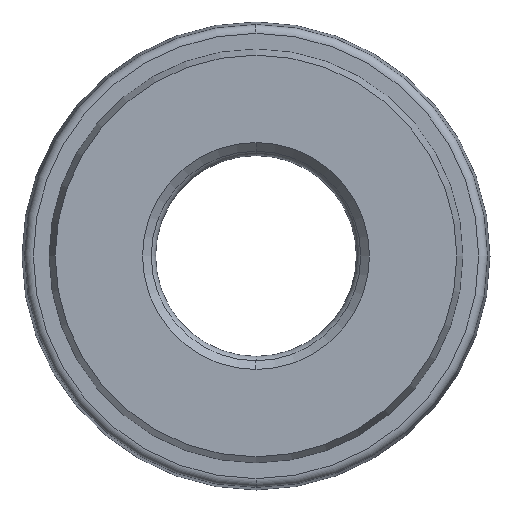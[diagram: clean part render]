
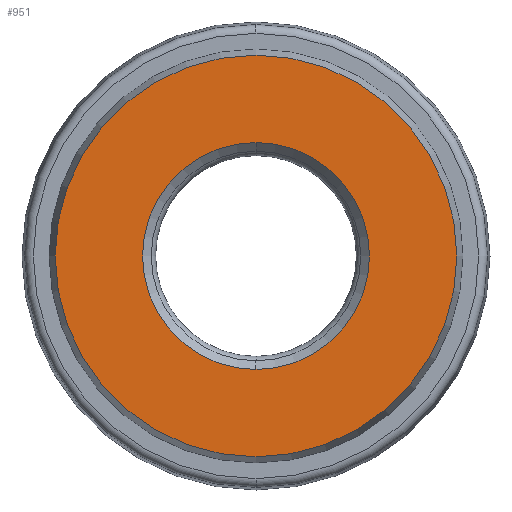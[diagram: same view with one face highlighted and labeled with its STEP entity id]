
A CAD part, left-side view. The second image highlights one B-rep face of the part: STEP entity #951.
In plain terms, the highlighted planar face has unit normal (-1, 0, 0).
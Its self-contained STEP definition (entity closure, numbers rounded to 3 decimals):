
#71 = AXIS2_PLACEMENT_3D ( 'NONE', #470, #479, #486 ) ;
#87 = AXIS2_PLACEMENT_3D ( 'NONE', #844, #859, #855 ) ;
#103 = AXIS2_PLACEMENT_3D ( 'NONE', #475, #477, #483 ) ;
#104 = AXIS2_PLACEMENT_3D ( 'NONE', #841, #880, #852 ) ;
#125 = AXIS2_PLACEMENT_3D ( 'NONE', #464, #472, #466 ) ;
#179 = CARTESIAN_POINT ( 'NONE',  ( 0., 0., 11.5 ) ) ;
#464 = CARTESIAN_POINT ( 'NONE',  ( 0., 0., 0. ) ) ;
#466 = DIRECTION ( 'NONE',  ( 0., 0., 1. ) ) ;
#470 = CARTESIAN_POINT ( 'NONE',  ( 0., 0., 0. ) ) ;
#472 = DIRECTION ( 'NONE',  ( -1., 0., 0. ) ) ;
#475 = CARTESIAN_POINT ( 'NONE',  ( 0., 0., 0. ) ) ;
#477 = DIRECTION ( 'NONE',  ( -1., 0., 0. ) ) ;
#479 = DIRECTION ( 'NONE',  ( 1., 0., 0. ) ) ;
#483 = DIRECTION ( 'NONE',  ( 0., 0., 1. ) ) ;
#486 = DIRECTION ( 'NONE',  ( 0., 0., -1. ) ) ;
#506 = CIRCLE ( 'NONE', #71, 6.5 ) ;
#557 = CIRCLE ( 'NONE', #104, 6.5 ) ;
#562 = FACE_BOUND ( 'NONE', #692, .T. ) ;
#566 = CIRCLE ( 'NONE', #125, 11.5 ) ;
#569 = FACE_OUTER_BOUND ( 'NONE', #650, .T. ) ;
#590 = CIRCLE ( 'NONE', #103, 11.5 ) ;
#647 = VERTEX_POINT ( 'NONE', #179 ) ;
#650 = EDGE_LOOP ( 'NONE', ( #1089, #1076 ) ) ;
#677 = VERTEX_POINT ( 'NONE', #831 ) ;
#692 = EDGE_LOOP ( 'NONE', ( #1129, #1130 ) ) ;
#695 = VERTEX_POINT ( 'NONE', #1030 ) ;
#708 = VERTEX_POINT ( 'NONE', #1018 ) ;
#831 = CARTESIAN_POINT ( 'NONE',  ( 0., 0., -6.5 ) ) ;
#841 = CARTESIAN_POINT ( 'NONE',  ( 0., 0., 0. ) ) ;
#844 = CARTESIAN_POINT ( 'NONE',  ( 0., 6., 0. ) ) ;
#852 = DIRECTION ( 'NONE',  ( 0., 0., -1. ) ) ;
#855 = DIRECTION ( 'NONE',  ( 0., 0., -1. ) ) ;
#859 = DIRECTION ( 'NONE',  ( 1., 0., 0. ) ) ;
#860 = PLANE ( 'NONE',  #87 ) ;
#880 = DIRECTION ( 'NONE',  ( 1., 0., 0. ) ) ;
#917 = EDGE_CURVE ( 'NONE', #677, #708, #506, .T. ) ;
#919 = EDGE_CURVE ( 'NONE', #695, #647, #590, .T. ) ;
#922 = EDGE_CURVE ( 'NONE', #647, #695, #566, .T. ) ;
#936 = EDGE_CURVE ( 'NONE', #708, #677, #557, .T. ) ;
#951 = ADVANCED_FACE ( 'NONE', ( #562, #569 ), #860, .F. ) ;
#1018 = CARTESIAN_POINT ( 'NONE',  ( 0., 0., 6.5 ) ) ;
#1030 = CARTESIAN_POINT ( 'NONE',  ( 0., 0., -11.5 ) ) ;
#1076 = ORIENTED_EDGE ( 'NONE', *, *, #922, .T. ) ;
#1089 = ORIENTED_EDGE ( 'NONE', *, *, #919, .T. ) ;
#1129 = ORIENTED_EDGE ( 'NONE', *, *, #936, .T. ) ;
#1130 = ORIENTED_EDGE ( 'NONE', *, *, #917, .T. ) ;
